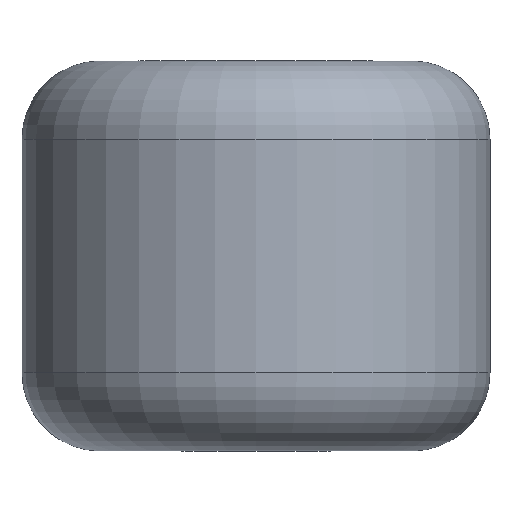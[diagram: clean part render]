
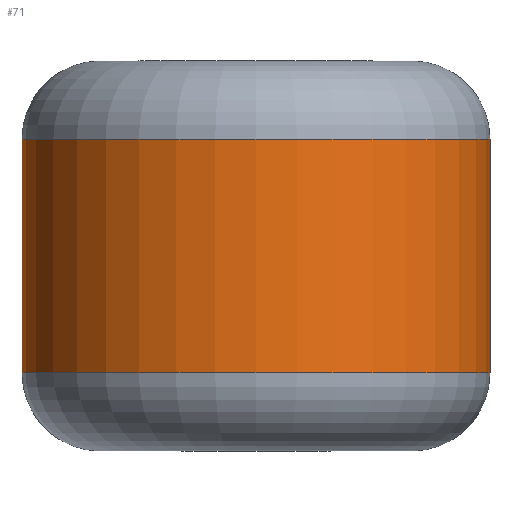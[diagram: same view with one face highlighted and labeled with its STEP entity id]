
A CAD part, front view. The second image highlights one B-rep face of the part: STEP entity #71.
In plain terms, the highlighted cylindrical face has radius 1.5 mm (diameter 3 mm), a full revolution.
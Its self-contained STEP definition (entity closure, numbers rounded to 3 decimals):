
#49 = EDGE_CURVE('',#50,#50,#52,.T.);
#50 = VERTEX_POINT('',#51);
#51 = CARTESIAN_POINT('',(1.5,0.,2.));
#52 = CIRCLE('',#53,1.5);
#53 = AXIS2_PLACEMENT_3D('',#54,#55,#56);
#54 = CARTESIAN_POINT('',(0.,0.,2.));
#55 = DIRECTION('',(0.,0.,-1.));
#56 = DIRECTION('',(1.,0.,0.));
#71 = ADVANCED_FACE('',(#72),#91,.T.);
#72 = FACE_BOUND('',#73,.T.);
#73 = EDGE_LOOP('',(#74,#75,#83,#90));
#74 = ORIENTED_EDGE('',*,*,#49,.T.);
#75 = ORIENTED_EDGE('',*,*,#76,.T.);
#76 = EDGE_CURVE('',#50,#77,#79,.T.);
#77 = VERTEX_POINT('',#78);
#78 = CARTESIAN_POINT('',(1.5,0.,0.5));
#79 = LINE('',#80,#81);
#80 = CARTESIAN_POINT('',(1.5,0.,2.));
#81 = VECTOR('',#82,1.);
#82 = DIRECTION('',(0.,0.,-1.));
#83 = ORIENTED_EDGE('',*,*,#84,.F.);
#84 = EDGE_CURVE('',#77,#77,#85,.T.);
#85 = CIRCLE('',#86,1.5);
#86 = AXIS2_PLACEMENT_3D('',#87,#88,#89);
#87 = CARTESIAN_POINT('',(0.,0.,0.5));
#88 = DIRECTION('',(0.,0.,-1.));
#89 = DIRECTION('',(1.,0.,0.));
#90 = ORIENTED_EDGE('',*,*,#76,.F.);
#91 = CYLINDRICAL_SURFACE('',#92,1.5);
#92 = AXIS2_PLACEMENT_3D('',#93,#94,#95);
#93 = CARTESIAN_POINT('',(0.,0.,2.));
#94 = DIRECTION('',(0.,0.,-1.));
#95 = DIRECTION('',(1.,0.,0.));
